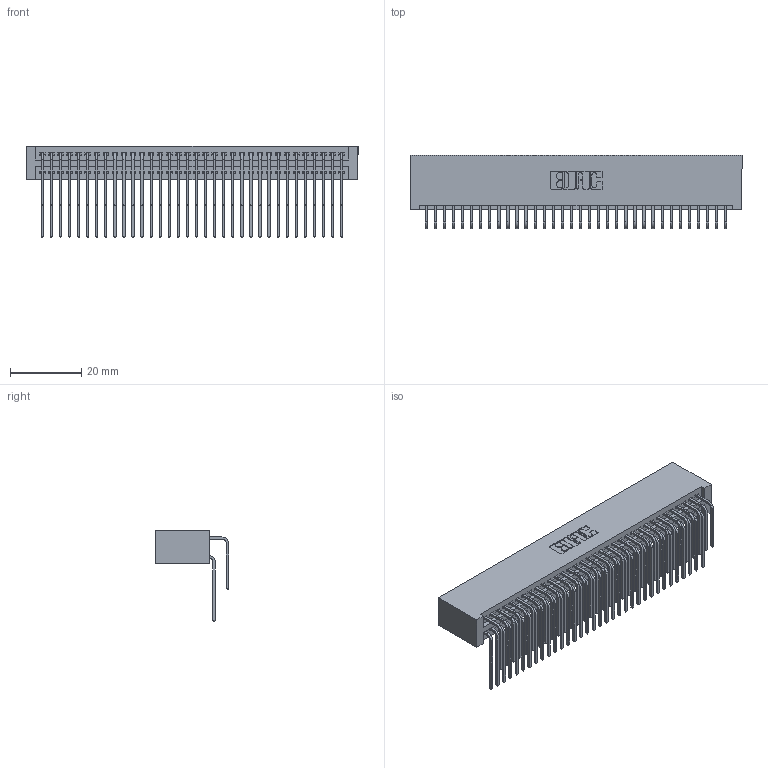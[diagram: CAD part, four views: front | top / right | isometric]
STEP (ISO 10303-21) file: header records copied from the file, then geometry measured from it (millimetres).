
FILE_DESCRIPTION (( 'STEP AP203' ), '1' );
FILE_NAME ('345-068-559-201.STEP', '2019-10-30T23:04:22', ( '' ), ( '' ), 'SwSTEP 2.0', 'SolidWorks 2016', '' );
FILE_SCHEMA (( 'CONFIG_CONTROL_DESIGN' ));
Length unit declared in the file: inch
Products named in the file (4): 345 Part_No Mounting Lugs; 345-068-559-201; 345-292-001_559 Tail - 2; 345-292-001_558 559 Tail - 1
Assembly tree (69 placements, depth 2):
  345-068-559-201
    345 Part_No Mounting Lugs
    345-292-001_558 559 Tail - 1  x34
    345-292-001_559 Tail - 2  x34
Bounding box: 92.96 x 20.56 x 25.53 mm (x, y, z)
Volume: 9964.5 mm3; surface area: 16722.2 mm2
Topology: 69 solids, 69 shells, 3654 faces, 10857 edges, 7146 vertices
Faces by surface type: plane 2456, cylinder 1198
Entity records: 29129 total; most frequent: CARTESIAN_POINT 4935, ORIENTED_EDGE 4818, DIRECTION 4329, EDGE_CURVE 2409, VECTOR 2109, LINE 2109, VERTEX_POINT 1602, AXIS2_PLACEMENT_3D 1110
